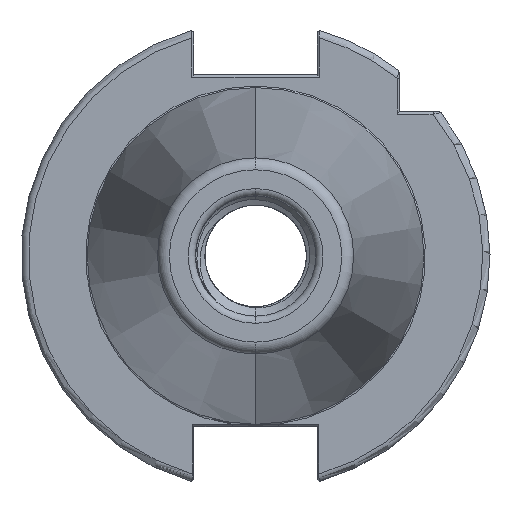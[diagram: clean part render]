
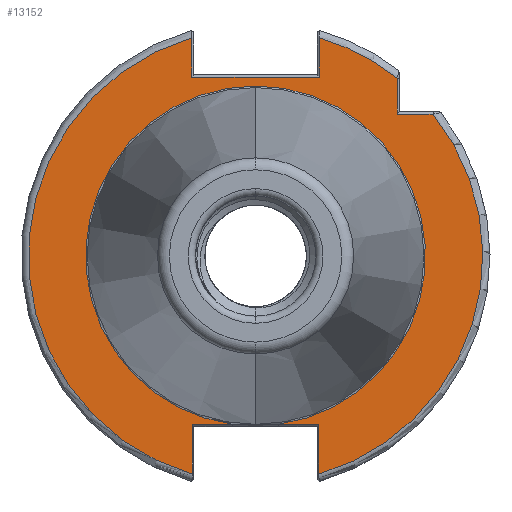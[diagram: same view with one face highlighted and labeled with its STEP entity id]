
A CAD part, left-side view. The second image highlights one B-rep face of the part: STEP entity #13152.
In plain terms, the highlighted planar face has unit normal (-1, 0, 0).
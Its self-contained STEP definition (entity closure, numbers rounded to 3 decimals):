
#1 = CIRCLE ( 'NONE', #14288, 35.327 ) ;
#63 = VERTEX_POINT ( 'NONE', #14968 ) ;
#68 = VERTEX_POINT ( 'NONE', #14967 ) ;
#114 = VERTEX_POINT ( 'NONE', #15045 ) ;
#279 = VERTEX_POINT ( 'NONE', #15033 ) ;
#305 = EDGE_CURVE ( 'NONE', #11751, #11652, #1, .T. ) ;
#1501 = EDGE_LOOP ( 'NONE', ( #14539, #14529, #14496, #14838, #14840, #14822, #14843, #14841, #14847, #14890, #14864, #14832, #14853, #14814 ) ) ;
#2889 = CARTESIAN_POINT ( 'NONE',  ( 0., 0., 0. ) ) ;
#2898 = CARTESIAN_POINT ( 'NONE',  ( 0., 12.85, 37.2 ) ) ;
#2914 = DIRECTION ( 'NONE',  ( -1., 0., 0. ) ) ;
#2915 = DIRECTION ( 'NONE',  ( 0., 0., -1. ) ) ;
#2934 = DIRECTION ( 'NONE',  ( 0., 0., -1. ) ) ;
#2935 = DIRECTION ( 'NONE',  ( 0., 1., 0. ) ) ;
#2942 = DIRECTION ( 'NONE',  ( 0., 0., 1. ) ) ;
#2959 = CARTESIAN_POINT ( 'NONE',  ( 0., 13.131, 0. ) ) ;
#2975 = CARTESIAN_POINT ( 'NONE',  ( 0., -13.251, 37.7 ) ) ;
#3046 = DIRECTION ( 'NONE',  ( 0., 0., 1. ) ) ;
#3052 = DIRECTION ( 'NONE',  ( 0., -1., 0. ) ) ;
#3053 = CARTESIAN_POINT ( 'NONE',  ( 0., 0., 0. ) ) ;
#3054 = DIRECTION ( 'NONE',  ( 1., 0., 0. ) ) ;
#3055 = DIRECTION ( 'NONE',  ( 0., -1., 0. ) ) ;
#3059 = CARTESIAN_POINT ( 'NONE',  ( 0., 35.392, -35. ) ) ;
#3064 = CARTESIAN_POINT ( 'NONE',  ( 0., 13.251, 45.469 ) ) ;
#3068 = CARTESIAN_POINT ( 'NONE',  ( 0., 35.392, -35. ) ) ;
#3078 = DIRECTION ( 'NONE',  ( 0., 0., -1. ) ) ;
#3345 = DIRECTION ( 'NONE',  ( 0., 0., -1. ) ) ;
#3360 = CARTESIAN_POINT ( 'NONE',  ( 0., -13.131, 0. ) ) ;
#5321 = VERTEX_POINT ( 'NONE', #12618 ) ;
#5348 = VERTEX_POINT ( 'NONE', #12612 ) ;
#5384 = VERTEX_POINT ( 'NONE', #12592 ) ;
#5404 = VERTEX_POINT ( 'NONE', #12575 ) ;
#5432 = VERTEX_POINT ( 'NONE', #12574 ) ;
#5449 = VERTEX_POINT ( 'NONE', #12578 ) ;
#5465 = VERTEX_POINT ( 'NONE', #12606 ) ;
#5503 = VERTEX_POINT ( 'NONE', #12633 ) ;
#6798 = LINE ( 'NONE', #2959, #6856 ) ;
#6800 = LINE ( 'NONE', #3068, #6826 ) ;
#6814 = LINE ( 'NONE', #3059, #6845 ) ;
#6817 = VECTOR ( 'NONE', #2934, 1000. ) ;
#6823 = LINE ( 'NONE', #2898, #6855 ) ;
#6826 = VECTOR ( 'NONE', #3055, 1000. ) ;
#6830 = CIRCLE ( 'NONE', #19447, 47.25 ) ;
#6832 = LINE ( 'NONE', #2975, #6817 ) ;
#6839 = VECTOR ( 'NONE', #3046, 1000. ) ;
#6842 = CIRCLE ( 'NONE', #19422, 35.327 ) ;
#6843 = LINE ( 'NONE', #3064, #6839 ) ;
#6845 = VECTOR ( 'NONE', #3052, 1000. ) ;
#6855 = VECTOR ( 'NONE', #2935, 1000. ) ;
#6856 = VECTOR ( 'NONE', #2942, 1000. ) ;
#6864 = LINE ( 'NONE', #3360, #6898 ) ;
#6898 = VECTOR ( 'NONE', #3345, 1000. ) ;
#8433 = CARTESIAN_POINT ( 'NONE',  ( 0., 0., 0. ) ) ;
#8453 = DIRECTION ( 'NONE',  ( -1., 0., 0. ) ) ;
#8469 = DIRECTION ( 'NONE',  ( 0., 0., -1. ) ) ;
#8861 = DIRECTION ( 'NONE',  ( -1., 0., 0. ) ) ;
#8891 = DIRECTION ( 'NONE',  ( 0., 0., -1. ) ) ;
#8902 = CARTESIAN_POINT ( 'NONE',  ( 0., 0., 0. ) ) ;
#9500 = DIRECTION ( 'NONE',  ( 0., 1., 0. ) ) ;
#9503 = CARTESIAN_POINT ( 'NONE',  ( 0., -29.5, 0. ) ) ;
#9505 = DIRECTION ( 'NONE',  ( 0., 0., 1. ) ) ;
#9541 = CARTESIAN_POINT ( 'NONE',  ( 0., 35.392, 29.5 ) ) ;
#11652 = VERTEX_POINT ( 'NONE', #12877 ) ;
#11751 = VERTEX_POINT ( 'NONE', #12943 ) ;
#12574 = CARTESIAN_POINT ( 'NONE',  ( 0., -29.5, 36.91 ) ) ;
#12575 = CARTESIAN_POINT ( 'NONE',  ( 0., -13.251, 45.354 ) ) ;
#12578 = CARTESIAN_POINT ( 'NONE',  ( 0., -13.131, -45.389 ) ) ;
#12592 = CARTESIAN_POINT ( 'NONE',  ( 0., -36.91, 29.5 ) ) ;
#12606 = CARTESIAN_POINT ( 'NONE',  ( 0., -13.251, 37.2 ) ) ;
#12612 = CARTESIAN_POINT ( 'NONE',  ( 0., 13.131, -35. ) ) ;
#12618 = CARTESIAN_POINT ( 'NONE',  ( 0., -29.5, 29.5 ) ) ;
#12633 = CARTESIAN_POINT ( 'NONE',  ( 0., 13.131, -45.389 ) ) ;
#12877 = CARTESIAN_POINT ( 'NONE',  ( 0., -4.796, -35. ) ) ;
#12943 = CARTESIAN_POINT ( 'NONE',  ( 0., 0., 35.327 ) ) ;
#13152 = ADVANCED_FACE ( 'NONE', ( #13595 ), #18826, .F. ) ;
#13343 = LINE ( 'NONE', #9503, #13365 ) ;
#13346 = LINE ( 'NONE', #9541, #13368 ) ;
#13365 = VECTOR ( 'NONE', #9505, 1000. ) ;
#13368 = VECTOR ( 'NONE', #9500, 1000. ) ;
#13381 = CIRCLE ( 'NONE', #19416, 47.25 ) ;
#13420 = CIRCLE ( 'NONE', #19387, 47.25 ) ;
#13595 = FACE_OUTER_BOUND ( 'NONE', #1501, .T. ) ;
#13942 = EDGE_CURVE ( 'NONE', #5384, #5321, #13346, .T. ) ;
#13943 = EDGE_CURVE ( 'NONE', #5321, #5432, #13343, .T. ) ;
#13960 = EDGE_CURVE ( 'NONE', #279, #5503, #13381, .T. ) ;
#14014 = EDGE_CURVE ( 'NONE', #5449, #5384, #13420, .T. ) ;
#14216 = EDGE_CURVE ( 'NONE', #5432, #5404, #6830, .T. ) ;
#14221 = EDGE_CURVE ( 'NONE', #5465, #68, #6823, .T. ) ;
#14228 = EDGE_CURVE ( 'NONE', #5503, #5348, #6798, .T. ) ;
#14229 = EDGE_CURVE ( 'NONE', #5404, #5465, #6832, .T. ) ;
#14242 = EDGE_CURVE ( 'NONE', #68, #279, #6843, .T. ) ;
#14244 = EDGE_CURVE ( 'NONE', #63, #11751, #6842, .T. ) ;
#14245 = EDGE_CURVE ( 'NONE', #11652, #114, #6814, .T. ) ;
#14247 = EDGE_CURVE ( 'NONE', #5348, #63, #6800, .T. ) ;
#14277 = EDGE_CURVE ( 'NONE', #114, #5449, #6864, .T. ) ;
#14288 = AXIS2_PLACEMENT_3D ( 'NONE', #15053, #15055, #15090 ) ;
#14496 = ORIENTED_EDGE ( 'NONE', *, *, #13943, .T. ) ;
#14529 = ORIENTED_EDGE ( 'NONE', *, *, #13942, .T. ) ;
#14539 = ORIENTED_EDGE ( 'NONE', *, *, #14014, .T. ) ;
#14814 = ORIENTED_EDGE ( 'NONE', *, *, #14277, .T. ) ;
#14822 = ORIENTED_EDGE ( 'NONE', *, *, #14221, .T. ) ;
#14832 = ORIENTED_EDGE ( 'NONE', *, *, #305, .T. ) ;
#14838 = ORIENTED_EDGE ( 'NONE', *, *, #14216, .T. ) ;
#14840 = ORIENTED_EDGE ( 'NONE', *, *, #14229, .T. ) ;
#14841 = ORIENTED_EDGE ( 'NONE', *, *, #13960, .T. ) ;
#14843 = ORIENTED_EDGE ( 'NONE', *, *, #14242, .T. ) ;
#14847 = ORIENTED_EDGE ( 'NONE', *, *, #14228, .T. ) ;
#14853 = ORIENTED_EDGE ( 'NONE', *, *, #14245, .T. ) ;
#14864 = ORIENTED_EDGE ( 'NONE', *, *, #14244, .T. ) ;
#14890 = ORIENTED_EDGE ( 'NONE', *, *, #14247, .T. ) ;
#14967 = CARTESIAN_POINT ( 'NONE',  ( 0., 13.251, 37.2 ) ) ;
#14968 = CARTESIAN_POINT ( 'NONE',  ( 0., 4.796, -35. ) ) ;
#15033 = CARTESIAN_POINT ( 'NONE',  ( 0., 13.251, 45.354 ) ) ;
#15045 = CARTESIAN_POINT ( 'NONE',  ( 0., -13.131, -35. ) ) ;
#15053 = CARTESIAN_POINT ( 'NONE',  ( 0., 0., 0. ) ) ;
#15055 = DIRECTION ( 'NONE',  ( 1., 0., 0. ) ) ;
#15090 = DIRECTION ( 'NONE',  ( 0., 0., -1. ) ) ;
#18801 = DIRECTION ( 'NONE',  ( 1., 0., 0. ) ) ;
#18816 = CARTESIAN_POINT ( 'NONE',  ( 0., 35.392, 0. ) ) ;
#18817 = DIRECTION ( 'NONE',  ( 0., 0., -1. ) ) ;
#18826 = PLANE ( 'NONE',  #19517 ) ;
#19387 = AXIS2_PLACEMENT_3D ( 'NONE', #8902, #8861, #8891 ) ;
#19416 = AXIS2_PLACEMENT_3D ( 'NONE', #8433, #8453, #8469 ) ;
#19422 = AXIS2_PLACEMENT_3D ( 'NONE', #3053, #3054, #3078 ) ;
#19447 = AXIS2_PLACEMENT_3D ( 'NONE', #2889, #2914, #2915 ) ;
#19517 = AXIS2_PLACEMENT_3D ( 'NONE', #18816, #18801, #18817 ) ;
